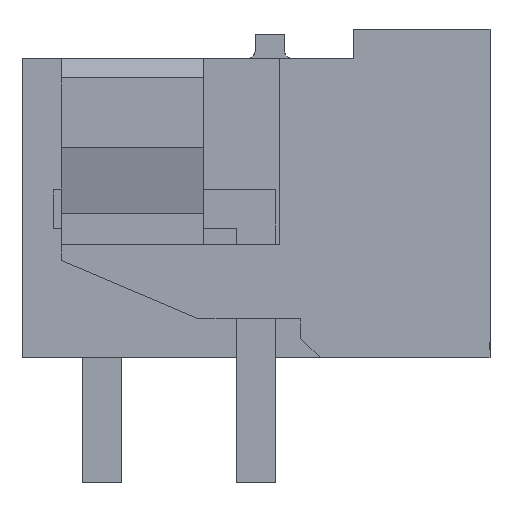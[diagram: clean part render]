
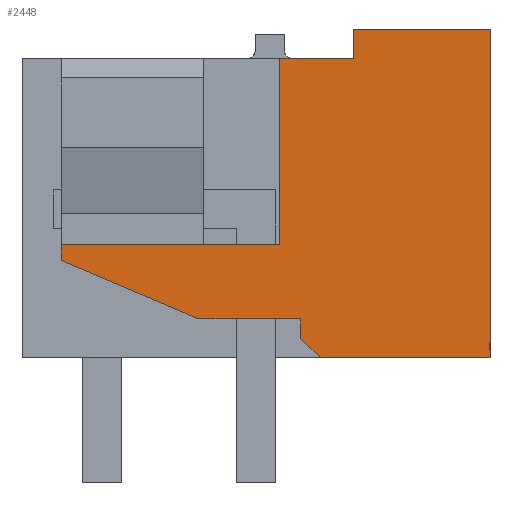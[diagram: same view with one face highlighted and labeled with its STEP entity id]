
A CAD part, left-side view. The second image highlights one B-rep face of the part: STEP entity #2448.
In plain terms, the highlighted planar face has unit normal (-1, 0, 0).
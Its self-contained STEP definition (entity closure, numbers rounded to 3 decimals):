
#2408=AXIS2_PLACEMENT_3D('Plane Axis2P3D',#2405,#2406,#2407) ;
#254=CARTESIAN_POINT('Vertex',(0.,0.,3.2)) ;
#259=CARTESIAN_POINT('Line Origine',(0.,2.177,3.2)) ;
#263=CARTESIAN_POINT('Vertex',(0.,4.354,3.2)) ;
#408=CARTESIAN_POINT('Vertex',(0.,5.4,10.88)) ;
#411=CARTESIAN_POINT('Line Origine',(0.,4.45,10.88)) ;
#415=CARTESIAN_POINT('Vertex',(0.,3.5,10.88)) ;
#1218=CARTESIAN_POINT('Line Origine',(0.,11.,5.905)) ;
#1222=CARTESIAN_POINT('Vertex',(0.,11.,6.11)) ;
#1224=CARTESIAN_POINT('Vertex',(0.,11.,5.701)) ;
#1326=CARTESIAN_POINT('Vertex',(0.,7.465,4.203)) ;
#1329=CARTESIAN_POINT('Line Origine',(0.,9.232,4.952)) ;
#1350=CARTESIAN_POINT('Vertex',(0.,4.854,4.203)) ;
#1353=CARTESIAN_POINT('Line Origine',(0.,6.159,4.203)) ;
#1408=CARTESIAN_POINT('Vertex',(0.,4.854,3.7)) ;
#1411=CARTESIAN_POINT('Line Origine',(0.,4.854,3.951)) ;
#1428=CARTESIAN_POINT('Line Origine',(0.,4.604,3.45)) ;
#1451=CARTESIAN_POINT('Vertex',(0.,0.,11.63)) ;
#1454=CARTESIAN_POINT('Line Origine',(0.,0.,7.415)) ;
#2405=CARTESIAN_POINT('Axis2P3D Location',(0.,12.,1.7)) ;
#2410=CARTESIAN_POINT('Line Origine',(0.,1.75,11.63)) ;
#2414=CARTESIAN_POINT('Vertex',(0.,3.5,11.63)) ;
#2417=CARTESIAN_POINT('Line Origine',(0.,3.5,11.255)) ;
#2422=CARTESIAN_POINT('Line Origine',(0.,5.4,8.495)) ;
#2426=CARTESIAN_POINT('Vertex',(0.,5.4,6.11)) ;
#2429=CARTESIAN_POINT('Line Origine',(0.,8.2,6.11)) ;
#260=DIRECTION('Vector Direction',(0.,1.,0.)) ;
#412=DIRECTION('Vector Direction',(0.,1.,0.)) ;
#1219=DIRECTION('Vector Direction',(0.,0.,1.)) ;
#1330=DIRECTION('Vector Direction',(0.,0.921,0.39)) ;
#1354=DIRECTION('Vector Direction',(0.,-1.,0.)) ;
#1412=DIRECTION('Vector Direction',(0.,0.,-1.)) ;
#1429=DIRECTION('Vector Direction',(0.,0.707,0.707)) ;
#1455=DIRECTION('Vector Direction',(0.,0.,-1.)) ;
#2406=DIRECTION('Axis2P3D Direction',(-1.,0.,0.)) ;
#2407=DIRECTION('Axis2P3D XDirection',(0.,-1.,0.)) ;
#2411=DIRECTION('Vector Direction',(0.,1.,0.)) ;
#2418=DIRECTION('Vector Direction',(0.,0.,1.)) ;
#2423=DIRECTION('Vector Direction',(0.,0.,-1.)) ;
#2430=DIRECTION('Vector Direction',(0.,1.,0.)) ;
#261=VECTOR('Line Direction',#260,1.) ;
#413=VECTOR('Line Direction',#412,1.) ;
#1220=VECTOR('Line Direction',#1219,1.) ;
#1331=VECTOR('Line Direction',#1330,1.) ;
#1355=VECTOR('Line Direction',#1354,1.) ;
#1413=VECTOR('Line Direction',#1412,1.) ;
#1430=VECTOR('Line Direction',#1429,1.) ;
#1456=VECTOR('Line Direction',#1455,1.) ;
#2412=VECTOR('Line Direction',#2411,1.) ;
#2419=VECTOR('Line Direction',#2418,1.) ;
#2424=VECTOR('Line Direction',#2423,1.) ;
#2431=VECTOR('Line Direction',#2430,1.) ;
#2435=ORIENTED_EDGE('',*,*,#2416,.T.) ;
#2436=ORIENTED_EDGE('',*,*,#2421,.T.) ;
#2437=ORIENTED_EDGE('',*,*,#417,.T.) ;
#2438=ORIENTED_EDGE('',*,*,#2428,.T.) ;
#2439=ORIENTED_EDGE('',*,*,#2433,.T.) ;
#2440=ORIENTED_EDGE('',*,*,#1226,.T.) ;
#2441=ORIENTED_EDGE('',*,*,#1333,.T.) ;
#2442=ORIENTED_EDGE('',*,*,#1357,.T.) ;
#2443=ORIENTED_EDGE('',*,*,#1415,.T.) ;
#2444=ORIENTED_EDGE('',*,*,#1432,.T.) ;
#2445=ORIENTED_EDGE('',*,*,#265,.T.) ;
#2446=ORIENTED_EDGE('',*,*,#1458,.T.) ;
#2448=ADVANCED_FACE('HOUSING',(#2447),#2409,.T.) ;
#265=EDGE_CURVE('',#264,#255,#262,.F.) ;
#417=EDGE_CURVE('',#416,#409,#414,.T.) ;
#1226=EDGE_CURVE('',#1223,#1225,#1221,.F.) ;
#1333=EDGE_CURVE('',#1225,#1327,#1332,.F.) ;
#1357=EDGE_CURVE('',#1327,#1351,#1356,.T.) ;
#1415=EDGE_CURVE('',#1351,#1409,#1414,.T.) ;
#1432=EDGE_CURVE('',#1409,#264,#1431,.F.) ;
#1458=EDGE_CURVE('',#255,#1452,#1457,.F.) ;
#2416=EDGE_CURVE('',#1452,#2415,#2413,.T.) ;
#2421=EDGE_CURVE('',#2415,#416,#2420,.F.) ;
#2428=EDGE_CURVE('',#409,#2427,#2425,.T.) ;
#2433=EDGE_CURVE('',#2427,#1223,#2432,.T.) ;
#2434=EDGE_LOOP('',(#2435,#2436,#2437,#2438,#2439,#2440,#2441,#2442,#2443,#2444,#2445,#2446)) ;
#2447=FACE_OUTER_BOUND('',#2434,.T.) ;
#262=LINE('Line',#259,#261) ;
#414=LINE('Line',#411,#413) ;
#1221=LINE('Line',#1218,#1220) ;
#1332=LINE('Line',#1329,#1331) ;
#1356=LINE('Line',#1353,#1355) ;
#1414=LINE('Line',#1411,#1413) ;
#1431=LINE('Line',#1428,#1430) ;
#1457=LINE('Line',#1454,#1456) ;
#2413=LINE('Line',#2410,#2412) ;
#2420=LINE('Line',#2417,#2419) ;
#2425=LINE('Line',#2422,#2424) ;
#2432=LINE('Line',#2429,#2431) ;
#2409=PLANE('',#2408) ;
#255=VERTEX_POINT('',#254) ;
#264=VERTEX_POINT('',#263) ;
#409=VERTEX_POINT('',#408) ;
#416=VERTEX_POINT('',#415) ;
#1223=VERTEX_POINT('',#1222) ;
#1225=VERTEX_POINT('',#1224) ;
#1327=VERTEX_POINT('',#1326) ;
#1351=VERTEX_POINT('',#1350) ;
#1409=VERTEX_POINT('',#1408) ;
#1452=VERTEX_POINT('',#1451) ;
#2415=VERTEX_POINT('',#2414) ;
#2427=VERTEX_POINT('',#2426) ;
